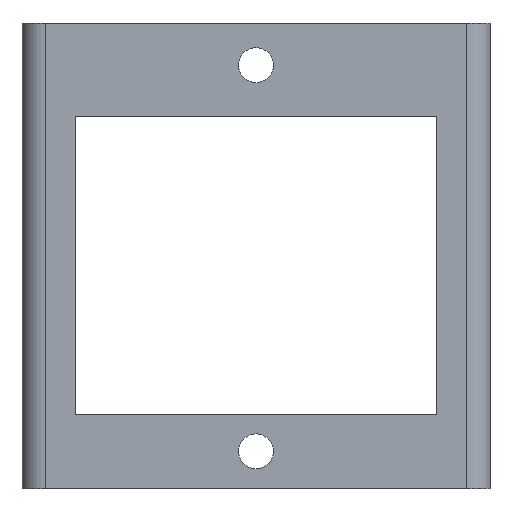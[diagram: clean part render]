
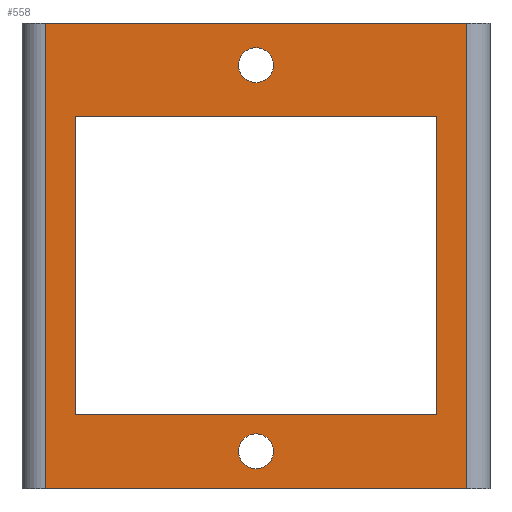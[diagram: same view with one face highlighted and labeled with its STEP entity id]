
A CAD part, top view. The second image highlights one B-rep face of the part: STEP entity #558.
In plain terms, the highlighted planar face has unit normal (0, 0, 1).
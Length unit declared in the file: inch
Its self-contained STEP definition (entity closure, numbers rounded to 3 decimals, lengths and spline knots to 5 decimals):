
#15=LINE('',#783,#67);
#19=LINE('',#791,#71);
#22=LINE('',#797,#74);
#25=LINE('',#802,#77);
#52=LINE('',#874,#104);
#56=LINE('',#883,#108);
#62=LINE('',#900,#114);
#66=LINE('',#910,#118);
#67=VECTOR('',#637,1.94514);
#71=VECTOR('',#643,1.6);
#74=VECTOR('',#648,1.94514);
#77=VECTOR('',#653,1.6);
#104=VECTOR('',#712,2.265);
#108=VECTOR('',#722,2.5);
#114=VECTOR('',#742,2.5);
#118=VECTOR('',#756,2.265);
#136=PLANE('',#608);
#154=FACE_BOUND('',#230,.T.);
#155=FACE_BOUND('',#231,.T.);
#156=FACE_BOUND('',#232,.T.);
#184=FACE_OUTER_BOUND('',#229,.T.);
#229=EDGE_LOOP('',(#511,#512,#513,#514));
#230=EDGE_LOOP('',(#515,#516,#517,#518));
#231=EDGE_LOOP('',(#519));
#232=EDGE_LOOP('',(#520));
#241=CIRCLE('',#578,0.09375);
#243=CIRCLE('',#581,0.09375);
#261=VERTEX_POINT('',#781);
#262=VERTEX_POINT('',#782);
#265=VERTEX_POINT('',#790);
#267=VERTEX_POINT('',#796);
#269=VERTEX_POINT('',#805);
#271=VERTEX_POINT('',#810);
#296=VERTEX_POINT('',#871);
#297=VERTEX_POINT('',#873);
#299=VERTEX_POINT('',#882);
#303=VERTEX_POINT('',#898);
#313=EDGE_CURVE('',#261,#262,#15,.T.);
#317=EDGE_CURVE('',#262,#265,#19,.T.);
#320=EDGE_CURVE('',#265,#267,#22,.T.);
#323=EDGE_CURVE('',#267,#261,#25,.T.);
#325=EDGE_CURVE('',#269,#269,#241,.T.);
#327=EDGE_CURVE('',#271,#271,#243,.T.);
#357=EDGE_CURVE('',#296,#297,#52,.T.);
#362=EDGE_CURVE('',#299,#297,#56,.T.);
#371=EDGE_CURVE('',#296,#303,#62,.T.);
#376=EDGE_CURVE('',#299,#303,#66,.T.);
#511=ORIENTED_EDGE('',*,*,#362,.T.);
#512=ORIENTED_EDGE('',*,*,#357,.F.);
#513=ORIENTED_EDGE('',*,*,#371,.T.);
#514=ORIENTED_EDGE('',*,*,#376,.F.);
#515=ORIENTED_EDGE('',*,*,#313,.T.);
#516=ORIENTED_EDGE('',*,*,#317,.T.);
#517=ORIENTED_EDGE('',*,*,#320,.T.);
#518=ORIENTED_EDGE('',*,*,#323,.T.);
#519=ORIENTED_EDGE('',*,*,#325,.T.);
#520=ORIENTED_EDGE('',*,*,#327,.T.);
#558=ADVANCED_FACE('',(#184,#154,#155,#156),#136,.T.);
#578=AXIS2_PLACEMENT_3D('',#806,#657,#658);
#581=AXIS2_PLACEMENT_3D('',#811,#663,#664);
#608=AXIS2_PLACEMENT_3D('',#911,#757,#758);
#637=DIRECTION('',(-1.,0.,0.));
#643=DIRECTION('',(0.,1.,0.));
#648=DIRECTION('',(1.,0.,0.));
#653=DIRECTION('',(0.,-1.,0.));
#657=DIRECTION('center_axis',(0.,0.,-1.));
#658=DIRECTION('ref_axis',(1.,0.,0.));
#663=DIRECTION('center_axis',(0.,0.,-1.));
#664=DIRECTION('ref_axis',(1.,0.,0.));
#712=DIRECTION('',(1.,0.,0.));
#722=DIRECTION('',(0.,1.,0.));
#742=DIRECTION('',(0.,-1.,0.));
#756=DIRECTION('',(-1.,0.,0.));
#757=DIRECTION('center_axis',(0.,0.,1.));
#758=DIRECTION('ref_axis',(1.,0.,0.));
#781=CARTESIAN_POINT('',(1.18062,-0.40898,0.0625));
#782=CARTESIAN_POINT('',(-0.76452,-0.40898,0.0625));
#783=CARTESIAN_POINT('',(0.6943,-0.40898,0.0625));
#790=CARTESIAN_POINT('',(-0.76452,1.19102,0.0625));
#791=CARTESIAN_POINT('',(-0.76452,0.01602,0.0625));
#796=CARTESIAN_POINT('',(1.18062,1.19102,0.0625));
#797=CARTESIAN_POINT('',(-0.27827,1.19102,0.0625));
#802=CARTESIAN_POINT('',(1.18062,0.81602,0.0625));
#805=CARTESIAN_POINT('',(0.11424,-0.60898,0.0625));
#806=CARTESIAN_POINT('Origin',(0.20799,-0.60898,0.0625));
#810=CARTESIAN_POINT('',(0.11423,1.46602,0.0625));
#811=CARTESIAN_POINT('Origin',(0.20798,1.46602,0.0625));
#871=CARTESIAN_POINT('',(-0.92452,1.69102,0.0625));
#873=CARTESIAN_POINT('',(1.34048,1.69102,0.0625));
#874=CARTESIAN_POINT('',(1.40298,1.69102,0.0625));
#882=CARTESIAN_POINT('',(1.34048,-0.80898,0.0625));
#883=CARTESIAN_POINT('',(1.34048,1.06602,0.0625));
#898=CARTESIAN_POINT('',(-0.92452,-0.80898,0.0625));
#900=CARTESIAN_POINT('',(-0.92452,-0.18398,0.0625));
#910=CARTESIAN_POINT('',(-0.98702,-0.80898,0.0625));
#911=CARTESIAN_POINT('Origin',(0.20798,0.44102,0.0625));
